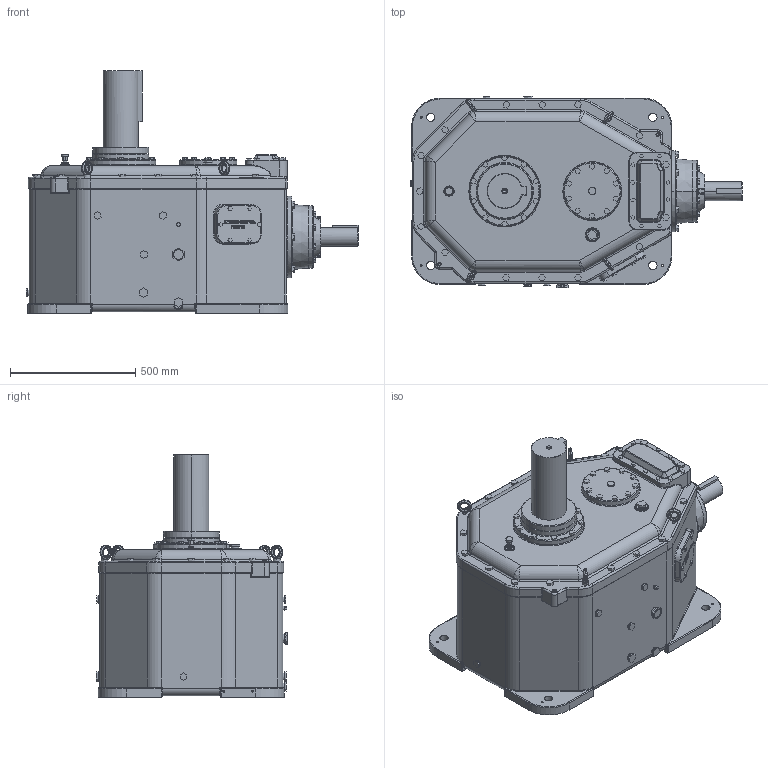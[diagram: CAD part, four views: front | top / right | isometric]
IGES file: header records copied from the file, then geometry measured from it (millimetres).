
Global section: file name: No Iges File Name specified; native system: Autodesk Inventor 2011; preprocessor: AutoDesk Inventor Iges Exporter R2011; author: joseph; date: 20110718.100515; units: inch
Bounding box: 1323.94 x 764.34 x 968.38 mm (x, y, z)
Volume: 379807441.6 mm3; surface area: 3917326.1 mm2
Topology: 10 solids, 40 shells, 1952 faces, 4734 edges, 2902 vertices
Faces by surface type: plane 1037, bspline 503, cylinder 187, revolution 101, torus 94, sphere 16, cone 14
